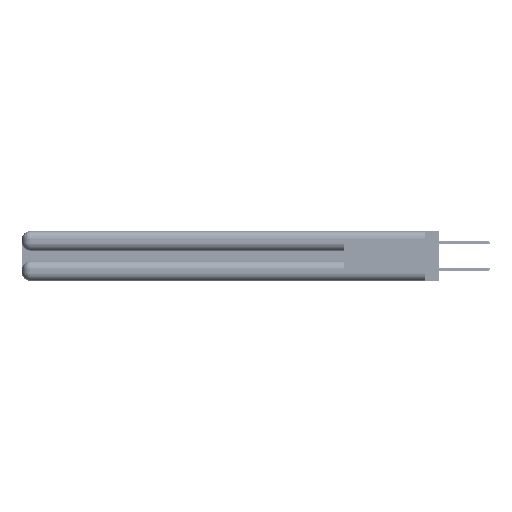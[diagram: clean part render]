
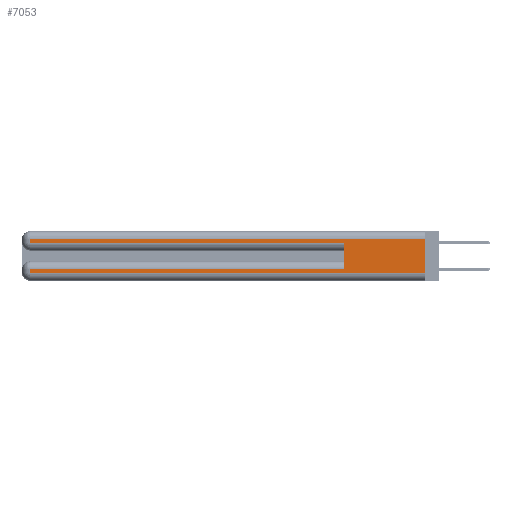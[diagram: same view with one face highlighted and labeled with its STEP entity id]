
A CAD part, left-side view. The second image highlights one B-rep face of the part: STEP entity #7053.
In plain terms, the highlighted planar face has unit normal (-1, 0, 0).
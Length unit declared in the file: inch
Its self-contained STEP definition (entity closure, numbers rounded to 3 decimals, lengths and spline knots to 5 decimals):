
#29 = VECTOR ( 'NONE', #28487, 39.37008 ) ;
#110 = VECTOR ( 'NONE', #13816, 39.37008 ) ;
#204 = EDGE_LOOP ( 'NONE', ( #50562, #34259, #24101, #14162, #8094, #13301, #50471, #705 ) ) ;
#309 = CARTESIAN_POINT ( 'NONE',  ( 0., 2.94, 0.31 ) ) ;
#705 = ORIENTED_EDGE ( 'NONE', *, *, #11285, .T. ) ;
#1218 = VERTEX_POINT ( 'NONE', #53804 ) ;
#1865 = VECTOR ( 'NONE', #26534, 39.37008 ) ;
#2662 = CARTESIAN_POINT ( 'NONE',  ( 0., 2.94, 0.37 ) ) ;
#5612 = DIRECTION ( 'NONE',  ( 1., 0., 0. ) ) ;
#6498 = EDGE_CURVE ( 'NONE', #22486, #41879, #31987, .T. ) ;
#7053 = ADVANCED_FACE ( 'NONE', ( #8937 ), #18467, .F. ) ;
#8094 = ORIENTED_EDGE ( 'NONE', *, *, #18571, .F. ) ;
#8137 = CARTESIAN_POINT ( 'NONE',  ( 0., 0.6, 0.085 ) ) ;
#8300 = EDGE_CURVE ( 'NONE', #28882, #8601, #11464, .T. ) ;
#8601 = VERTEX_POINT ( 'NONE', #13138 ) ;
#8937 = FACE_OUTER_BOUND ( 'NONE', #204, .T. ) ;
#9442 = CARTESIAN_POINT ( 'NONE',  ( 0., 0., 0.37 ) ) ;
#10933 = CARTESIAN_POINT ( 'NONE',  ( 0., 2.94, 0.37 ) ) ;
#11285 = EDGE_CURVE ( 'NONE', #31260, #33597, #30102, .T. ) ;
#11464 = LINE ( 'NONE', #24136, #29 ) ;
#11491 = DIRECTION ( 'NONE',  ( 0., -1., 0. ) ) ;
#11550 = LINE ( 'NONE', #44019, #110 ) ;
#12862 = LINE ( 'NONE', #9442, #45967 ) ;
#13138 = CARTESIAN_POINT ( 'NONE',  ( 0., 2.94, 0.085 ) ) ;
#13301 = ORIENTED_EDGE ( 'NONE', *, *, #8300, .T. ) ;
#13329 = LINE ( 'NONE', #13671, #1865 ) ;
#13671 = CARTESIAN_POINT ( 'NONE',  ( 0., 0.6, 0.145 ) ) ;
#13816 = DIRECTION ( 'NONE',  ( 0., 1., 0. ) ) ;
#14051 = CARTESIAN_POINT ( 'NONE',  ( 0., 0., 0.06 ) ) ;
#14162 = ORIENTED_EDGE ( 'NONE', *, *, #21556, .T. ) ;
#18134 = DIRECTION ( 'NONE',  ( 0., 0., -1. ) ) ;
#18467 = PLANE ( 'NONE',  #45766 ) ;
#18571 = EDGE_CURVE ( 'NONE', #28882, #1218, #13329, .T. ) ;
#18590 = CARTESIAN_POINT ( 'NONE',  ( 0., 0., 0.31 ) ) ;
#21556 = EDGE_CURVE ( 'NONE', #41879, #1218, #36691, .T. ) ;
#22486 = VERTEX_POINT ( 'NONE', #309 ) ;
#24101 = ORIENTED_EDGE ( 'NONE', *, *, #6498, .T. ) ;
#24136 = CARTESIAN_POINT ( 'NONE',  ( 0., 0., 0.085 ) ) ;
#24178 = DIRECTION ( 'NONE',  ( 0., 0., -1. ) ) ;
#24626 = VERTEX_POINT ( 'NONE', #18590 ) ;
#26534 = DIRECTION ( 'NONE',  ( 0., 0., 1. ) ) ;
#28487 = DIRECTION ( 'NONE',  ( 0., 1., 0. ) ) ;
#28882 = VERTEX_POINT ( 'NONE', #8137 ) ;
#29259 = VECTOR ( 'NONE', #24178, 39.37008 ) ;
#30102 = LINE ( 'NONE', #14051, #42905 ) ;
#31260 = VERTEX_POINT ( 'NONE', #44190 ) ;
#31500 = CARTESIAN_POINT ( 'NONE',  ( 0., 0., 0.37 ) ) ;
#31987 = LINE ( 'NONE', #10933, #33339 ) ;
#33339 = VECTOR ( 'NONE', #41145, 39.37008 ) ;
#33597 = VERTEX_POINT ( 'NONE', #50074 ) ;
#33918 = EDGE_CURVE ( 'NONE', #24626, #33597, #12862, .T. ) ;
#33970 = VECTOR ( 'NONE', #11491, 39.37008 ) ;
#34259 = ORIENTED_EDGE ( 'NONE', *, *, #49688, .T. ) ;
#35877 = DIRECTION ( 'NONE',  ( 0., 0., -1. ) ) ;
#36691 = LINE ( 'NONE', #37409, #33970 ) ;
#37409 = CARTESIAN_POINT ( 'NONE',  ( 0., 0., 0.285 ) ) ;
#41145 = DIRECTION ( 'NONE',  ( 0., 0., -1. ) ) ;
#41879 = VERTEX_POINT ( 'NONE', #46058 ) ;
#42071 = LINE ( 'NONE', #2662, #29259 ) ;
#42905 = VECTOR ( 'NONE', #44254, 39.37008 ) ;
#44019 = CARTESIAN_POINT ( 'NONE',  ( 0., 0., 0.31 ) ) ;
#44190 = CARTESIAN_POINT ( 'NONE',  ( 0., 2.94, 0.06 ) ) ;
#44254 = DIRECTION ( 'NONE',  ( 0., -1., 0. ) ) ;
#45766 = AXIS2_PLACEMENT_3D ( 'NONE', #31500, #5612, #35877 ) ;
#45967 = VECTOR ( 'NONE', #18134, 39.37008 ) ;
#46058 = CARTESIAN_POINT ( 'NONE',  ( 0., 2.94, 0.285 ) ) ;
#49688 = EDGE_CURVE ( 'NONE', #24626, #22486, #11550, .T. ) ;
#49945 = EDGE_CURVE ( 'NONE', #8601, #31260, #42071, .T. ) ;
#50074 = CARTESIAN_POINT ( 'NONE',  ( 0., 0., 0.06 ) ) ;
#50471 = ORIENTED_EDGE ( 'NONE', *, *, #49945, .T. ) ;
#50562 = ORIENTED_EDGE ( 'NONE', *, *, #33918, .F. ) ;
#53804 = CARTESIAN_POINT ( 'NONE',  ( 0., 0.6, 0.285 ) ) ;
